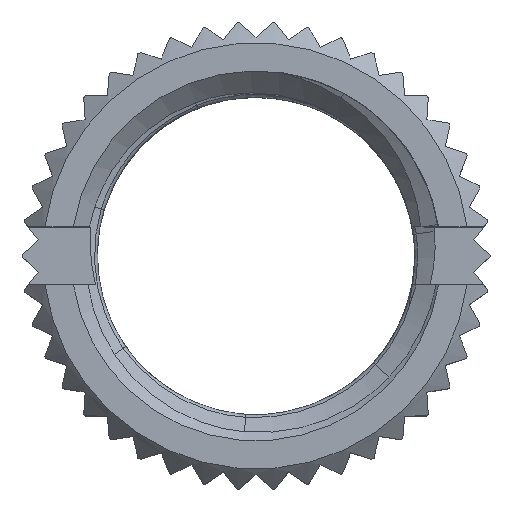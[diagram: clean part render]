
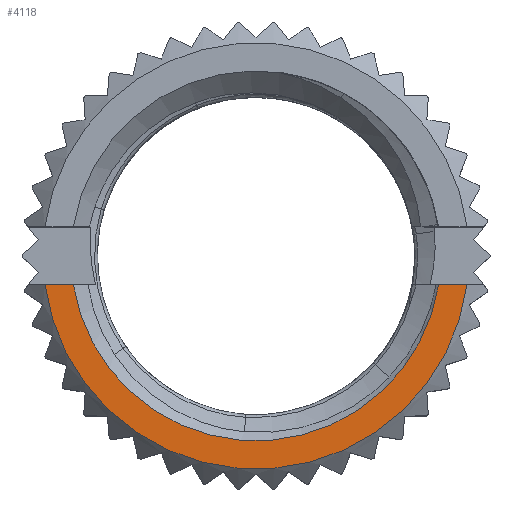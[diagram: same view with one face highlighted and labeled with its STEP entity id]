
A CAD part, top view. The second image highlights one B-rep face of the part: STEP entity #4118.
In plain terms, the highlighted planar face has unit normal (0, 0, 1).
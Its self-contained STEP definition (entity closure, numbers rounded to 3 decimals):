
#309=PLANE('',#4432);
#456=FACE_OUTER_BOUND('',#712,.T.);
#712=EDGE_LOOP('',(#2976,#2977,#2978,#2979));
#1211=CIRCLE('',#4409,6.625);
#1233=CIRCLE('',#4433,5.75);
#1318=LINE('',#5644,#1467);
#1321=LINE('',#5667,#1470);
#1467=VECTOR('',#4664,10.);
#1470=VECTOR('',#4669,10.);
#1658=VERTEX_POINT('',#5639);
#1659=VERTEX_POINT('',#5643);
#1664=VERTEX_POINT('',#5662);
#1665=VERTEX_POINT('',#5666);
#2088=EDGE_CURVE('',#1659,#1658,#1318,.T.);
#2094=EDGE_CURVE('',#1665,#1664,#1321,.T.);
#2202=EDGE_CURVE('',#1664,#1659,#1211,.T.);
#2263=EDGE_CURVE('',#1658,#1665,#1233,.T.);
#2976=ORIENTED_EDGE('',*,*,#2094,.T.);
#2977=ORIENTED_EDGE('',*,*,#2202,.T.);
#2978=ORIENTED_EDGE('',*,*,#2088,.T.);
#2979=ORIENTED_EDGE('',*,*,#2263,.T.);
#4118=ADVANCED_FACE('',(#456),#309,.T.);
#4409=AXIS2_PLACEMENT_3D('',#6103,#4753,#4754);
#4432=AXIS2_PLACEMENT_3D('',#6301,#4799,#4800);
#4433=AXIS2_PLACEMENT_3D('',#6302,#4801,#4802);
#4664=DIRECTION('',(-1.,0.,0.));
#4669=DIRECTION('',(-1.,0.,0.));
#4753=DIRECTION('center_axis',(0.,0.,1.));
#4754=DIRECTION('ref_axis',(1.,0.,0.));
#4799=DIRECTION('center_axis',(0.,0.,1.));
#4800=DIRECTION('ref_axis',(1.,0.,0.));
#4801=DIRECTION('center_axis',(0.,0.,-1.));
#4802=DIRECTION('ref_axis',(1.,0.,0.));
#5639=CARTESIAN_POINT('',(5.679,-0.9,0.));
#5643=CARTESIAN_POINT('',(6.564,-0.9,0.));
#5644=CARTESIAN_POINT('',(0.,-0.9,0.));
#5662=CARTESIAN_POINT('',(-6.564,-0.9,0.));
#5666=CARTESIAN_POINT('',(-5.679,-0.9,0.));
#5667=CARTESIAN_POINT('',(0.,-0.9,0.));
#6103=CARTESIAN_POINT('Origin',(0.,0.,0.));
#6301=CARTESIAN_POINT('Origin',(0.,0.,0.));
#6302=CARTESIAN_POINT('Origin',(0.,0.,0.));
